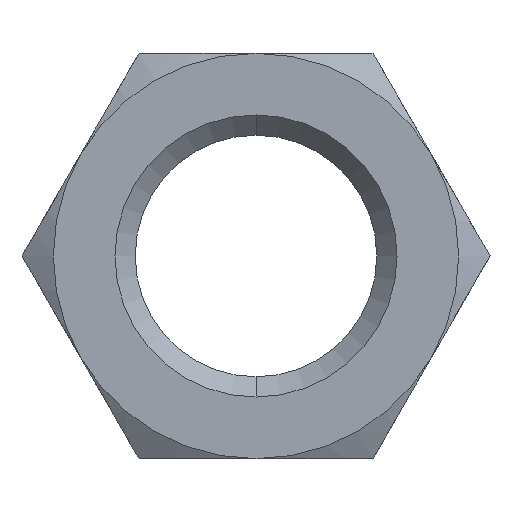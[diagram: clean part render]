
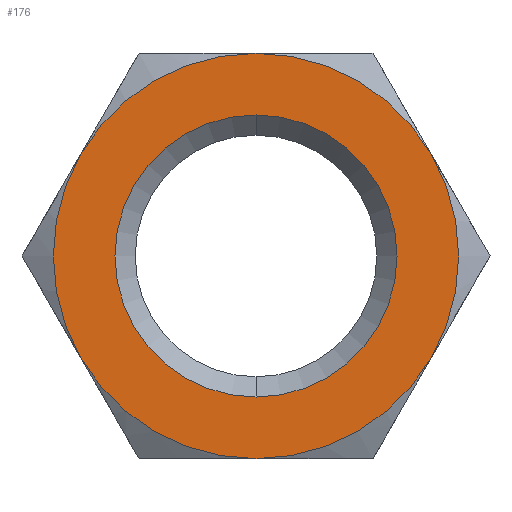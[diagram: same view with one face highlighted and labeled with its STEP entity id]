
A CAD part, front view. The second image highlights one B-rep face of the part: STEP entity #176.
In plain terms, the highlighted planar face has unit normal (0, -1, 0).
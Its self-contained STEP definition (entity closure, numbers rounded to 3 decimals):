
#7 = DIRECTION ( 'NONE',  ( 0., -1., 0. ) ) ;
#8 = CARTESIAN_POINT ( 'NONE',  ( 0., 0., -12. ) ) ;
#16 = AXIS2_PLACEMENT_3D ( 'NONE', #184, #872, #702 ) ;
#34 = CIRCLE ( 'NONE', #312, 12. ) ;
#48 = DIRECTION ( 'NONE',  ( 0., 0., 1. ) ) ;
#52 = ORIENTED_EDGE ( 'NONE', *, *, #665, .T. ) ;
#54 = VERTEX_POINT ( 'NONE', #143 ) ;
#79 = VERTEX_POINT ( 'NONE', #246 ) ;
#88 = CARTESIAN_POINT ( 'NONE',  ( 0., 0., -8.35 ) ) ;
#89 = CIRCLE ( 'NONE', #16, 8.35 ) ;
#107 = EDGE_LOOP ( 'NONE', ( #681, #1032, #52, #249, #192, #304 ) ) ;
#143 = CARTESIAN_POINT ( 'NONE',  ( 0., 0., 8.35 ) ) ;
#147 = FACE_OUTER_BOUND ( 'NONE', #107, .T. ) ;
#148 = VERTEX_POINT ( 'NONE', #615 ) ;
#163 = DIRECTION ( 'NONE',  ( 0., 0., 1. ) ) ;
#164 = AXIS2_PLACEMENT_3D ( 'NONE', #955, #522, #432 ) ;
#172 = EDGE_CURVE ( 'NONE', #208, #323, #487, .T. ) ;
#176 = ADVANCED_FACE ( 'NONE', ( #147, #765 ), #703, .T. ) ;
#179 = CARTESIAN_POINT ( 'NONE',  ( 0., 0., 0. ) ) ;
#181 = AXIS2_PLACEMENT_3D ( 'NONE', #523, #936, #954 ) ;
#184 = CARTESIAN_POINT ( 'NONE',  ( 0., 0., 0. ) ) ;
#192 = ORIENTED_EDGE ( 'NONE', *, *, #504, .T. ) ;
#208 = VERTEX_POINT ( 'NONE', #964 ) ;
#246 = CARTESIAN_POINT ( 'NONE',  ( -10.392, 0., -6. ) ) ;
#249 = ORIENTED_EDGE ( 'NONE', *, *, #172, .T. ) ;
#300 = CIRCLE ( 'NONE', #965, 12. ) ;
#304 = ORIENTED_EDGE ( 'NONE', *, *, #358, .T. ) ;
#312 = AXIS2_PLACEMENT_3D ( 'NONE', #850, #993, #163 ) ;
#323 = VERTEX_POINT ( 'NONE', #474 ) ;
#328 = DIRECTION ( 'NONE',  ( 0., -1., 0. ) ) ;
#356 = DIRECTION ( 'NONE',  ( 0., -1., 0. ) ) ;
#358 = EDGE_CURVE ( 'NONE', #638, #148, #34, .T. ) ;
#363 = DIRECTION ( 'NONE',  ( 0., 0., 1. ) ) ;
#380 = CIRCLE ( 'NONE', #426, 12. ) ;
#426 = AXIS2_PLACEMENT_3D ( 'NONE', #793, #356, #943 ) ;
#432 = DIRECTION ( 'NONE',  ( 0., 0., 1. ) ) ;
#437 = EDGE_CURVE ( 'NONE', #54, #568, #89, .T. ) ;
#466 = AXIS2_PLACEMENT_3D ( 'NONE', #583, #328, #500 ) ;
#474 = CARTESIAN_POINT ( 'NONE',  ( 10.392, 0., 6. ) ) ;
#485 = CARTESIAN_POINT ( 'NONE',  ( 0., 0., 0. ) ) ;
#487 = CIRCLE ( 'NONE', #893, 12. ) ;
#490 = EDGE_CURVE ( 'NONE', #148, #79, #931, .T. ) ;
#494 = AXIS2_PLACEMENT_3D ( 'NONE', #179, #7, #788 ) ;
#500 = DIRECTION ( 'NONE',  ( 0., 0., 1. ) ) ;
#504 = EDGE_CURVE ( 'NONE', #323, #638, #380, .T. ) ;
#522 = DIRECTION ( 'NONE',  ( 0., -1., 0. ) ) ;
#523 = CARTESIAN_POINT ( 'NONE',  ( -12.144, 0., 12.144 ) ) ;
#568 = VERTEX_POINT ( 'NONE', #88 ) ;
#583 = CARTESIAN_POINT ( 'NONE',  ( 0., 0., 0. ) ) ;
#591 = ORIENTED_EDGE ( 'NONE', *, *, #854, .F. ) ;
#608 = VERTEX_POINT ( 'NONE', #8 ) ;
#615 = CARTESIAN_POINT ( 'NONE',  ( -10.392, 0., 6. ) ) ;
#638 = VERTEX_POINT ( 'NONE', #743 ) ;
#665 = EDGE_CURVE ( 'NONE', #608, #208, #300, .T. ) ;
#681 = ORIENTED_EDGE ( 'NONE', *, *, #490, .T. ) ;
#696 = ORIENTED_EDGE ( 'NONE', *, *, #437, .F. ) ;
#702 = DIRECTION ( 'NONE',  ( 0., 0., -1. ) ) ;
#703 = PLANE ( 'NONE',  #181 ) ;
#731 = CIRCLE ( 'NONE', #494, 8.35 ) ;
#743 = CARTESIAN_POINT ( 'NONE',  ( 0., 0., 12. ) ) ;
#765 = FACE_BOUND ( 'NONE', #1007, .T. ) ;
#780 = EDGE_CURVE ( 'NONE', #79, #608, #985, .T. ) ;
#788 = DIRECTION ( 'NONE',  ( 0., 0., -1. ) ) ;
#793 = CARTESIAN_POINT ( 'NONE',  ( 0., 0., 0. ) ) ;
#850 = CARTESIAN_POINT ( 'NONE',  ( 0., 0., 0. ) ) ;
#854 = EDGE_CURVE ( 'NONE', #568, #54, #731, .T. ) ;
#872 = DIRECTION ( 'NONE',  ( 0., -1., 0. ) ) ;
#893 = AXIS2_PLACEMENT_3D ( 'NONE', #1037, #941, #363 ) ;
#931 = CIRCLE ( 'NONE', #164, 12. ) ;
#936 = DIRECTION ( 'NONE',  ( 0., -1., 0. ) ) ;
#941 = DIRECTION ( 'NONE',  ( 0., -1., 0. ) ) ;
#943 = DIRECTION ( 'NONE',  ( 0., 0., 1. ) ) ;
#954 = DIRECTION ( 'NONE',  ( 0., 0., -1. ) ) ;
#955 = CARTESIAN_POINT ( 'NONE',  ( 0., 0., 0. ) ) ;
#964 = CARTESIAN_POINT ( 'NONE',  ( 10.392, 0., -6. ) ) ;
#965 = AXIS2_PLACEMENT_3D ( 'NONE', #485, #1068, #48 ) ;
#985 = CIRCLE ( 'NONE', #466, 12. ) ;
#993 = DIRECTION ( 'NONE',  ( 0., -1., 0. ) ) ;
#1007 = EDGE_LOOP ( 'NONE', ( #591, #696 ) ) ;
#1032 = ORIENTED_EDGE ( 'NONE', *, *, #780, .T. ) ;
#1037 = CARTESIAN_POINT ( 'NONE',  ( 0., 0., 0. ) ) ;
#1068 = DIRECTION ( 'NONE',  ( 0., -1., 0. ) ) ;
